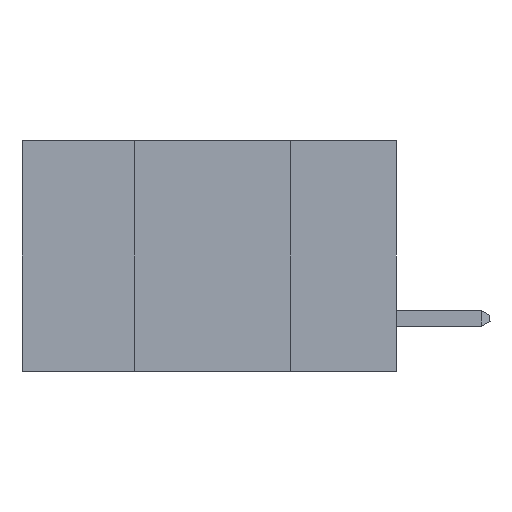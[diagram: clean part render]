
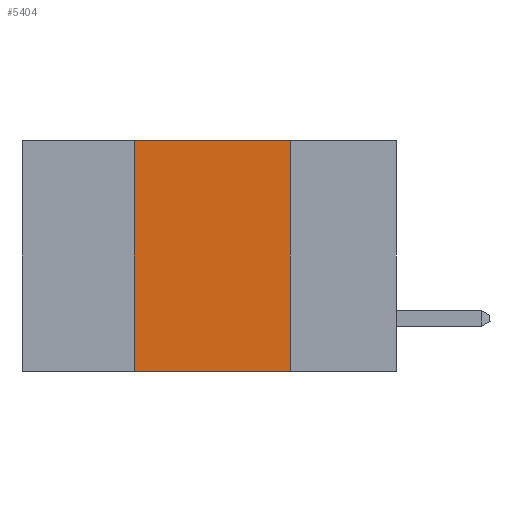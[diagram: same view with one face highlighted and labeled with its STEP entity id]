
A CAD part, left-side view. The second image highlights one B-rep face of the part: STEP entity #5404.
In plain terms, the highlighted planar face has unit normal (-1, 0, 0).
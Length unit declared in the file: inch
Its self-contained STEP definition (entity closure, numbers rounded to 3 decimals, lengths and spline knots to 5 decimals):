
#1020 = LINE ( 'NONE', #11467, #15650 ) ;
#1157 = VERTEX_POINT ( 'NONE', #7504 ) ;
#1456 = CARTESIAN_POINT ( 'NONE',  ( 0., 0.42, 0. ) ) ;
#1964 = ORIENTED_EDGE ( 'NONE', *, *, #16335, .F. ) ;
#2334 = LINE ( 'NONE', #11280, #13085 ) ;
#2455 = DIRECTION ( 'NONE',  ( 0., -1., 0. ) ) ;
#2568 = ORIENTED_EDGE ( 'NONE', *, *, #20544, .F. ) ;
#3020 = LINE ( 'NONE', #16544, #13157 ) ;
#3263 = EDGE_LOOP ( 'NONE', ( #6507, #1964, #2568, #22684 ) ) ;
#3575 = EDGE_CURVE ( 'NONE', #16035, #1157, #2334, .T. ) ;
#5404 = ADVANCED_FACE ( 'NONE', ( #6472 ), #8685, .F. ) ;
#5821 = DIRECTION ( 'NONE',  ( 0., 0., -1. ) ) ;
#6472 = FACE_OUTER_BOUND ( 'NONE', #3263, .T. ) ;
#6507 = ORIENTED_EDGE ( 'NONE', *, *, #18005, .F. ) ;
#6882 = CARTESIAN_POINT ( 'NONE',  ( 0., 0.42, -0.37 ) ) ;
#7504 = CARTESIAN_POINT ( 'NONE',  ( 0., 0.17, -0.37 ) ) ;
#8553 = DIRECTION ( 'NONE',  ( 0., 0., -1. ) ) ;
#8575 = DIRECTION ( 'NONE',  ( 1., 0., 0. ) ) ;
#8653 = CARTESIAN_POINT ( 'NONE',  ( 0., 0.6, 0. ) ) ;
#8685 = PLANE ( 'NONE',  #9182 ) ;
#9182 = AXIS2_PLACEMENT_3D ( 'NONE', #8653, #8575, #8553 ) ;
#10904 = CARTESIAN_POINT ( 'NONE',  ( 0., 0.17, 0. ) ) ;
#11280 = CARTESIAN_POINT ( 'NONE',  ( 0., 0.6, -0.37 ) ) ;
#11307 = DIRECTION ( 'NONE',  ( 0., -1., 0. ) ) ;
#11334 = VECTOR ( 'NONE', #2455, 39.37008 ) ;
#11467 = CARTESIAN_POINT ( 'NONE',  ( 0., 0.17, 0. ) ) ;
#13085 = VECTOR ( 'NONE', #11307, 39.37008 ) ;
#13157 = VECTOR ( 'NONE', #22149, 39.37008 ) ;
#14345 = VERTEX_POINT ( 'NONE', #10904 ) ;
#15650 = VECTOR ( 'NONE', #5821, 39.37008 ) ;
#16035 = VERTEX_POINT ( 'NONE', #6882 ) ;
#16335 = EDGE_CURVE ( 'NONE', #23198, #14345, #20727, .T. ) ;
#16544 = CARTESIAN_POINT ( 'NONE',  ( 0., 0.42, 0. ) ) ;
#18005 = EDGE_CURVE ( 'NONE', #14345, #1157, #1020, .T. ) ;
#20544 = EDGE_CURVE ( 'NONE', #16035, #23198, #3020, .T. ) ;
#20727 = LINE ( 'NONE', #21384, #11334 ) ;
#21384 = CARTESIAN_POINT ( 'NONE',  ( 0., 0.6, 0. ) ) ;
#22149 = DIRECTION ( 'NONE',  ( 0., 0., 1. ) ) ;
#22684 = ORIENTED_EDGE ( 'NONE', *, *, #3575, .T. ) ;
#23198 = VERTEX_POINT ( 'NONE', #1456 ) ;
